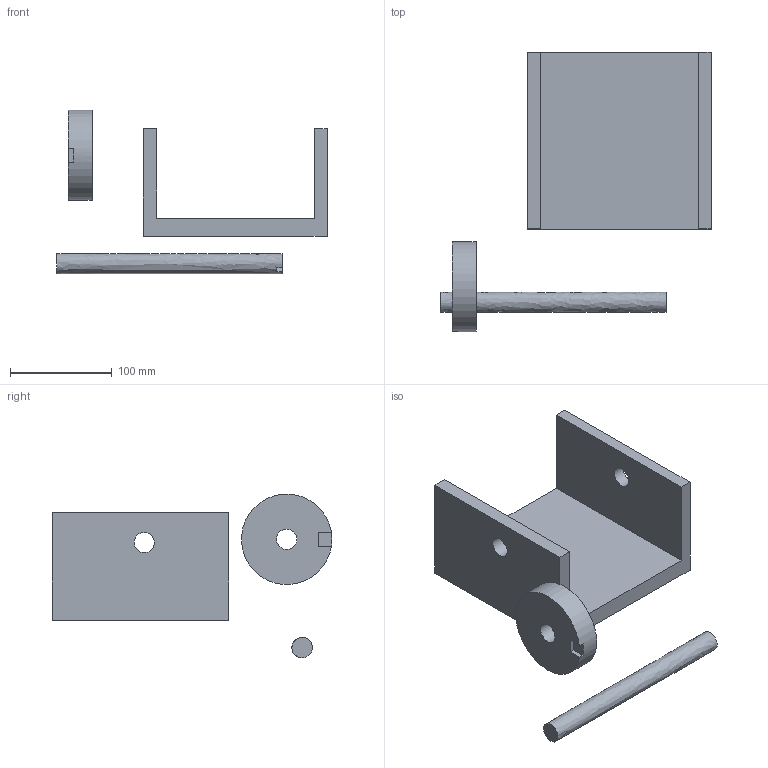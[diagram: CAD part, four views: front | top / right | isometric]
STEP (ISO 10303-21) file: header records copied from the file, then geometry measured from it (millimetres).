
FILE_DESCRIPTION( ('This file contains a STEP AP42 implementation' ,'as created by ZW3D STEP Interface translator.') ,'2;1' );
FILE_NAME( '蹟唅埮旰.stp' ,'21 7 1.151033', (''), ('ZWCAD Software Co.'), 'Version 1.0', 'ZW3D to STEP translator', '' );
FILE_SCHEMA(('AUTOMOTIVE_DESIGN'));
Length unit declared in the file: millimetre
Products named in the file (5): 0; 蹟唅埮旰; 蹟唅妗极; 盄俶妗极; 菁釱
Assembly tree (3 placements, depth 2):
  0
  蹟唅埮旰
    蹟唅妗极
    盄俶妗极
    菁釱
Bounding box: 265.78 x 275.35 x 161.09 mm (x, y, z)
Volume: 1151612.8 mm3; surface area: 176517.2 mm2
Topology: 3 solids, 3 shells, 27 faces, 63 edges, 42 vertices
Faces by surface type: bspline 27
Entity records: 966 total; most frequent: CARTESIAN_POINT 422, ORIENTED_EDGE 126, EDGE_CURVE 63, B_SPLINE_CURVE_WITH_KNOTS 49, VERTEX_POINT 42, EDGE_LOOP 33, FACE_OUTER_BOUND 27, ADVANCED_FACE 27
